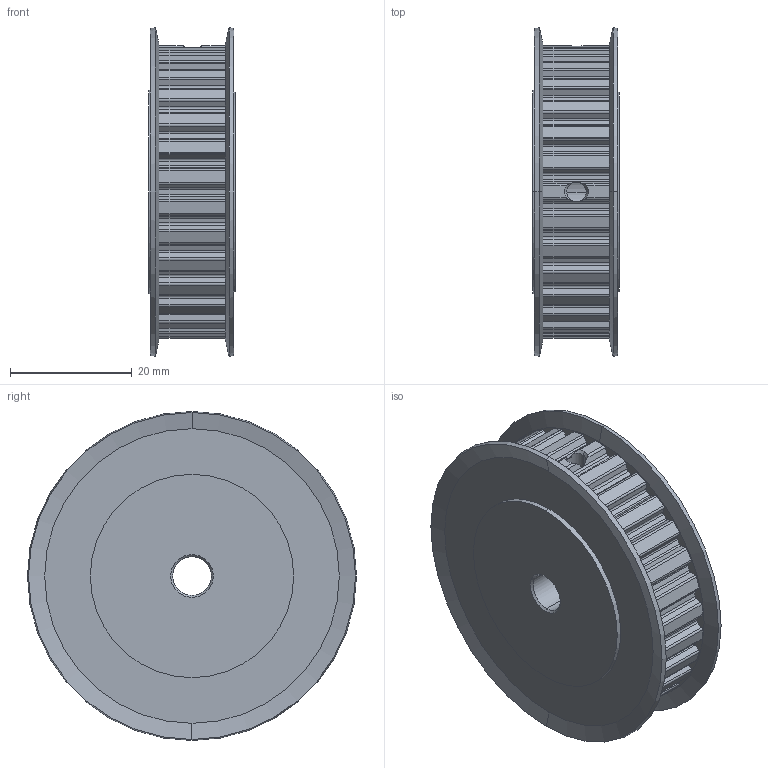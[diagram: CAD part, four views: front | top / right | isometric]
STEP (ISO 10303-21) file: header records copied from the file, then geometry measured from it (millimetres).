
FILE_DESCRIPTION (( 'STEP AP214' ), '1' );
FILE_NAME ('APB30XL037AF-250.step', '2015-04-08T21:08:36', ( '' ), ( '' ), 'SwSTEP 2.0', 'SolidWorks 2014', '' );
FILE_SCHEMA (( 'AUTOMOTIVE_DESIGN' ));
Length unit declared in the file: inch
Products named in the file (1): APB30XL037AF-250
Bounding box: 14.16 x 53.98 x 53.98 mm (x, y, z)
Volume: 23267.3 mm3; surface area: 8835.1 mm2
Topology: 1 solids, 1 shells, 312 faces, 910 edges, 601 vertices
Faces by surface type: cylinder 186, plane 103, cone 23
Entity records: 10631 total; most frequent: CARTESIAN_POINT 2028, DIRECTION 1881, ORIENTED_EDGE 1820, EDGE_CURVE 910, AXIS2_PLACEMENT_3D 698, VERTEX_POINT 601, VECTOR 485, LINE 485
